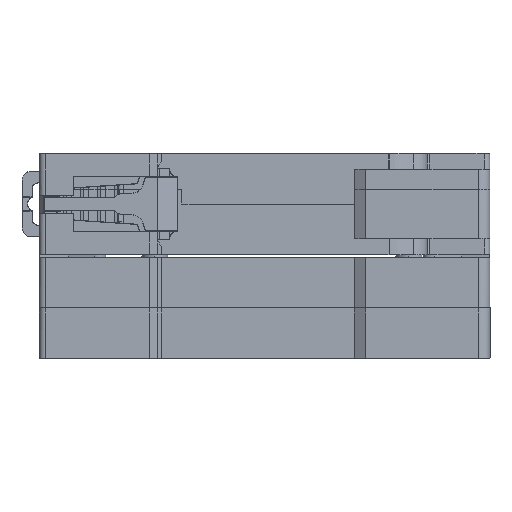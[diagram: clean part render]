
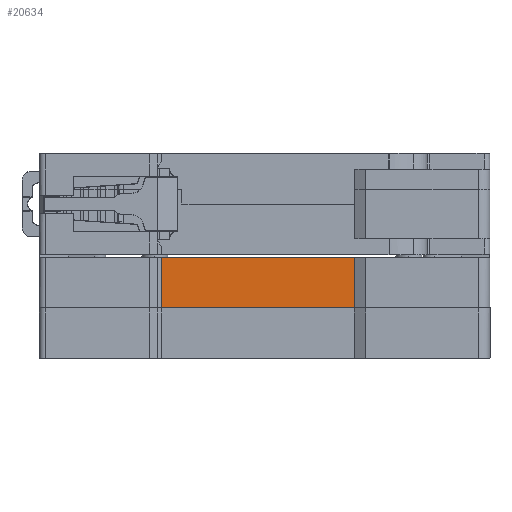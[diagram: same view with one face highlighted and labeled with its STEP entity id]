
A CAD part, front view. The second image highlights one B-rep face of the part: STEP entity #20634.
In plain terms, the highlighted planar face has unit normal (0, -1, 0).
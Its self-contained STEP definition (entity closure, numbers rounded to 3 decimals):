
#6862 = DIRECTION ( 'NONE',  ( 0., 0., -1. ) ) ;
#10547 = ORIENTED_EDGE ( 'NONE', *, *, #97298, .F. ) ;
#12663 = CARTESIAN_POINT ( 'NONE',  ( -20.477, -24.308, 68.712 ) ) ;
#19990 = ORIENTED_EDGE ( 'NONE', *, *, #93990, .F. ) ;
#20634 = ADVANCED_FACE ( 'NONE', ( #44682 ), #156367, .F. ) ;
#22571 = DIRECTION ( 'NONE',  ( 1., 0., 0. ) ) ;
#23961 = EDGE_CURVE ( 'NONE', #65892, #78670, #40950, .T. ) ;
#29873 = CARTESIAN_POINT ( 'NONE',  ( -2.977, -24.308, 51.212 ) ) ;
#31655 = CARTESIAN_POINT ( 'NONE',  ( -38.257, -24.308, 60.012 ) ) ;
#34139 = LINE ( 'NONE', #12663, #52430 ) ;
#40950 = LINE ( 'NONE', #89367, #120845 ) ;
#43860 = ORIENTED_EDGE ( 'NONE', *, *, #23961, .T. ) ;
#44682 = FACE_OUTER_BOUND ( 'NONE', #151679, .T. ) ;
#52430 = VECTOR ( 'NONE', #22571, 1000. ) ;
#56987 = LINE ( 'NONE', #29873, #103530 ) ;
#57151 = AXIS2_PLACEMENT_3D ( 'NONE', #70155, #69350, #6862 ) ;
#58221 = ORIENTED_EDGE ( 'NONE', *, *, #82298, .F. ) ;
#63189 = DIRECTION ( 'NONE',  ( 0., 0., -1. ) ) ;
#65892 = VERTEX_POINT ( 'NONE', #133125 ) ;
#69350 = DIRECTION ( 'NONE',  ( 0., 1., 0. ) ) ;
#70155 = CARTESIAN_POINT ( 'NONE',  ( -20.477, -24.308, 51.212 ) ) ;
#78670 = VERTEX_POINT ( 'NONE', #31655 ) ;
#79982 = DIRECTION ( 'NONE',  ( 0., 0., -1. ) ) ;
#82298 = EDGE_CURVE ( 'NONE', #161988, #139425, #56987, .T. ) ;
#86476 = LINE ( 'NONE', #98803, #126154 ) ;
#89367 = CARTESIAN_POINT ( 'NONE',  ( -38.257, -24.308, 51.212 ) ) ;
#93990 = EDGE_CURVE ( 'NONE', #65892, #161988, #34139, .T. ) ;
#96438 = DIRECTION ( 'NONE',  ( -1., 0., 0. ) ) ;
#97298 = EDGE_CURVE ( 'NONE', #139425, #78670, #86476, .T. ) ;
#97424 = CARTESIAN_POINT ( 'NONE',  ( -2.977, -24.308, 60.012 ) ) ;
#98803 = CARTESIAN_POINT ( 'NONE',  ( -20.477, -24.308, 60.012 ) ) ;
#103530 = VECTOR ( 'NONE', #79982, 1000. ) ;
#120845 = VECTOR ( 'NONE', #63189, 1000. ) ;
#126154 = VECTOR ( 'NONE', #96438, 1000. ) ;
#133125 = CARTESIAN_POINT ( 'NONE',  ( -38.257, -24.308, 68.712 ) ) ;
#139100 = CARTESIAN_POINT ( 'NONE',  ( -2.977, -24.308, 68.712 ) ) ;
#139425 = VERTEX_POINT ( 'NONE', #97424 ) ;
#151679 = EDGE_LOOP ( 'NONE', ( #19990, #43860, #10547, #58221 ) ) ;
#156367 = PLANE ( 'NONE',  #57151 ) ;
#161988 = VERTEX_POINT ( 'NONE', #139100 ) ;
